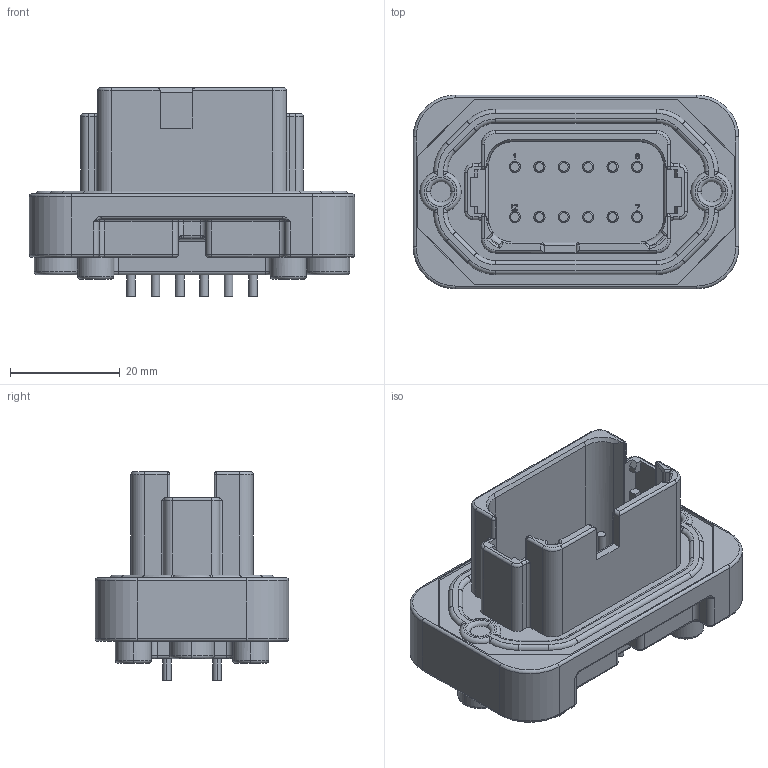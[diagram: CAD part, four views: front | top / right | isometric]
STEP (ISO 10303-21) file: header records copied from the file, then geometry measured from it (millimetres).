
FILE_DESCRIPTION((''),'2;1');
FILE_NAME('C-DT15-12PA-B016','2013-03-22T',('workeradm'),('Tyco Electronics Ltd.'),'PRO/ENGINEER BY PARAMETRIC TECHNOLOGY CORPORATION, 2010430','PRO/ENGINEER BY PARAMETRIC TECHNOLOGY CORPORATION, 2010430','');
FILE_SCHEMA(('AUTOMOTIVE_DESIGN { 1 0 10303 214 1 1 1 1 }'));
Length unit declared in the file: millimetre
Products named in the file (1): C-DT15-12PA-B016
Bounding box: 59.21 x 35.26 x 37.92 mm (x, y, z)
Volume: 24919.1 mm3; surface area: 12553.7 mm2
Topology: 1 solids, 1 shells, 679 faces, 1680 edges, 1048 vertices
Faces by surface type: plane 295, cylinder 226, torus 90, cone 54, bspline 10, sphere 4
Entity records: 21716 total; most frequent: CARTESIAN_POINT 5109, DIRECTION 3516, ORIENTED_EDGE 3360, EDGE_CURVE 1680, AXIS2_PLACEMENT_3D 1266, VERTEX_POINT 1048, VECTOR 984, LINE 984
